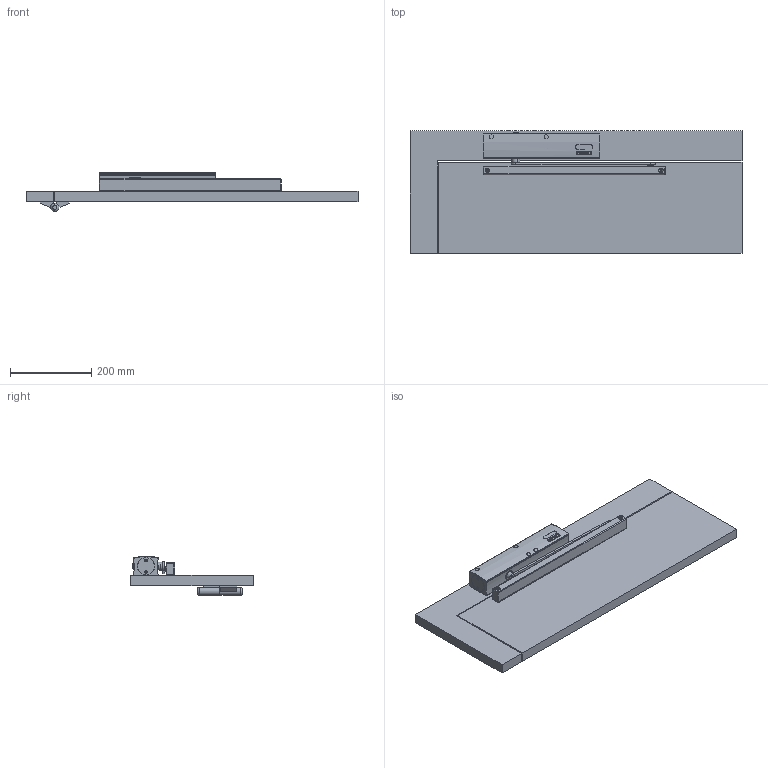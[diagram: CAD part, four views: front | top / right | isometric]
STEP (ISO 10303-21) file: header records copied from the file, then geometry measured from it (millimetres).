
FILE_DESCRIPTION(('CoCreate Modeling STEP Export'),'2;1');
FILE_NAME('20520-K-010_O_Montageplatte.stp','2011-04-26T13:39:47',(''),(''),'CoCreate Modeling STEP processor for AP214 (Solid Model)','CoCreate Modeling 17.0B 09-Oct-2010 (C) Parametric Technology GmbH','');
FILE_SCHEMA(('AUTOMOTIVE_DESIGN { 1 0 10303 214 1 1 1 1 }'));
Length unit declared in the file: millimetre
Products named in the file (10): 20520-2-2170; 20510-2-2036_EZ1.1; 20521-6-0930_02; 20521-2-0200; 20520-2-0203; TS5000; Fluegel; Rahmen; K_Einbau_TS5000; TS5000_20520-K-003
Assembly tree (9 placements, depth 3):
  TS5000_20520-K-003
    K_Einbau_TS5000
      Rahmen
      Fluegel
    TS5000
      20520-2-0203
      20521-2-0200
      20521-6-0930_02
      20510-2-2036_EZ1.1
      20520-2-2170
Bounding box: 819.5 x 303.4 x 95.93 mm (x, y, z)
Volume: 7191413.2 mm3; surface area: 799445.4 mm2
Topology: 7 solids, 9 shells, 1062 faces, 2877 edges, 1869 vertices
Faces by surface type: plane 539, cylinder 188, extrusion 178, cone 71, torus 44, bspline 42
Entity records: 47353 total; most frequent: CARTESIAN_POINT 21522, ORIENTED_EDGE 5726, DIRECTION 4370, EDGE_CURVE 2863, VECTOR 1958, VERTEX_POINT 1869, LINE 1780, AXIS2_PLACEMENT_3D 1206
